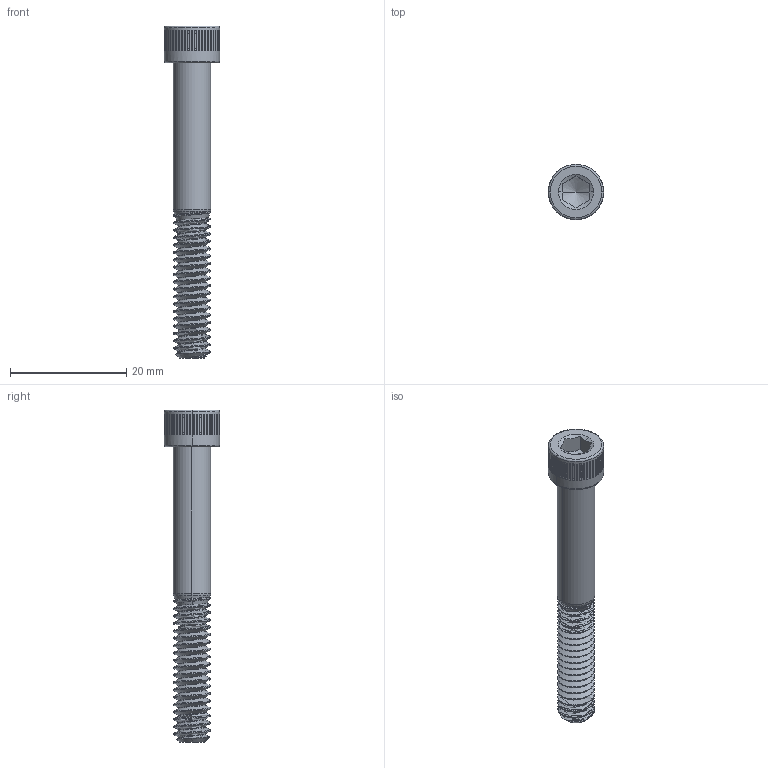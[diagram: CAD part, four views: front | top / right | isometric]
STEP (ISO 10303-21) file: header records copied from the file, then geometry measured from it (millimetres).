
FILE_DESCRIPTION (( 'STEP AP203' ), '1' );
FILE_NAME ('91251A550_Black-Oxide Alloy Steel Socket Head Screw.STEP', '2024-05-16T20:29:39', ( 'Administrator' ), ( 'Managed by Terraform' ), 'SwSTEP 2.0', 'SolidWorks 2017', '' );
FILE_SCHEMA (( 'CONFIG_CONTROL_DESIGN' ));
Length unit declared in the file: inch
Products named in the file (1): 91251A550_Black-Oxide Alloy Steel Socket Head Screw
Bounding box: 9.53 x 9.53 x 57.15 mm (x, y, z)
Volume: 1829.9 mm3; surface area: 1652.1 mm2
Topology: 1 solids, 1 shells, 423 faces, 1102 edges, 731 vertices
Faces by surface type: plane 209, cone 111, cylinder 94, torus 6, bspline 3
Entity records: 16371 total; most frequent: CARTESIAN_POINT 5886, ORIENTED_EDGE 2200, DIRECTION 2153, EDGE_CURVE 1100, AXIS2_PLACEMENT_3D 747, VERTEX_POINT 731, LINE 659, VECTOR 659
